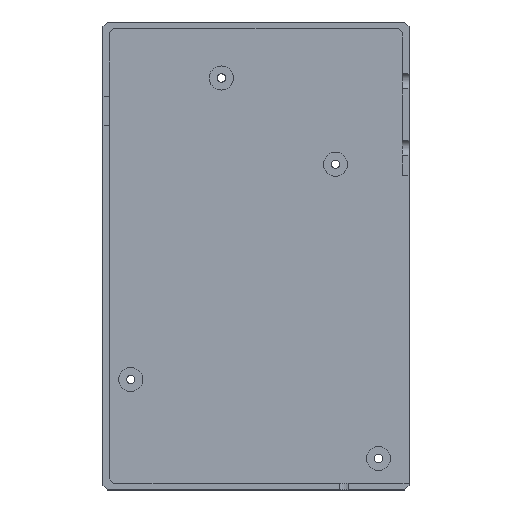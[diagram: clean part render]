
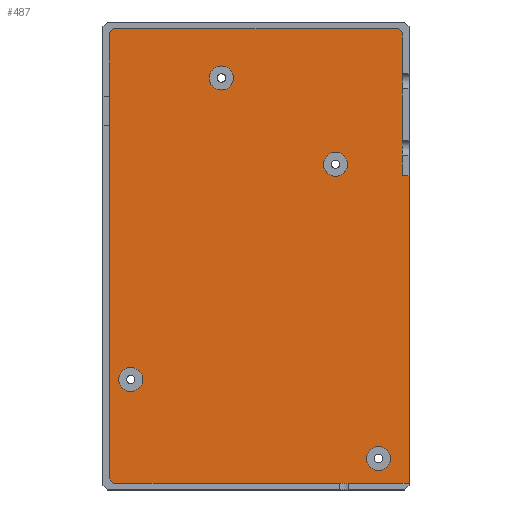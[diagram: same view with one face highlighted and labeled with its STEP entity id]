
A CAD part, top view. The second image highlights one B-rep face of the part: STEP entity #487.
In plain terms, the highlighted planar face has unit normal (0, 0, 1).
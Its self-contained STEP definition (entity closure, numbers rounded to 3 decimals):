
#108 = VERTEX_POINT('',#109);
#109 = CARTESIAN_POINT('',(35.,18.385,-9.));
#115 = EDGE_CURVE('',#116,#108,#118,.T.);
#116 = VERTEX_POINT('',#117);
#117 = CARTESIAN_POINT('',(35.,-52.,-9.));
#118 = LINE('',#119,#120);
#119 = CARTESIAN_POINT('',(35.,-52.,-9.));
#120 = VECTOR('',#121,1.);
#121 = DIRECTION('',(0.,1.,0.));
#272 = EDGE_CURVE('',#116,#273,#275,.T.);
#273 = VERTEX_POINT('',#274);
#274 = CARTESIAN_POINT('',(-32.5,-52.,-9.));
#275 = LINE('',#276,#277);
#276 = CARTESIAN_POINT('',(35.,-52.,-9.));
#277 = VECTOR('',#278,1.);
#278 = DIRECTION('',(-1.,-0.,-0.));
#487 = ADVANCED_FACE('',(#488,#546,#557,#568,#579),#590,.T.);
#488 = FACE_BOUND('',#489,.T.);
#489 = EDGE_LOOP('',(#490,#491,#492,#500,#508,#516,#524,#532,#540));
#490 = ORIENTED_EDGE('',*,*,#272,.F.);
#491 = ORIENTED_EDGE('',*,*,#115,.T.);
#492 = ORIENTED_EDGE('',*,*,#493,.T.);
#493 = EDGE_CURVE('',#108,#494,#496,.T.);
#494 = VERTEX_POINT('',#495);
#495 = CARTESIAN_POINT('',(33.5,18.385,-9.));
#496 = LINE('',#497,#498);
#497 = CARTESIAN_POINT('',(35.,18.385,-9.));
#498 = VECTOR('',#499,1.);
#499 = DIRECTION('',(-1.,-0.,-0.));
#500 = ORIENTED_EDGE('',*,*,#501,.T.);
#501 = EDGE_CURVE('',#494,#502,#504,.T.);
#502 = VERTEX_POINT('',#503);
#503 = CARTESIAN_POINT('',(33.5,51.,-9.));
#504 = LINE('',#505,#506);
#505 = CARTESIAN_POINT('',(33.5,-52.,-9.));
#506 = VECTOR('',#507,1.);
#507 = DIRECTION('',(0.,1.,0.));
#508 = ORIENTED_EDGE('',*,*,#509,.T.);
#509 = EDGE_CURVE('',#502,#510,#512,.T.);
#510 = VERTEX_POINT('',#511);
#511 = CARTESIAN_POINT('',(32.5,52.,-9.));
#512 = LINE('',#513,#514);
#513 = CARTESIAN_POINT('',(37.813,46.688,-9.));
#514 = VECTOR('',#515,1.);
#515 = DIRECTION('',(-0.707,0.707,0.));
#516 = ORIENTED_EDGE('',*,*,#517,.T.);
#517 = EDGE_CURVE('',#510,#518,#520,.T.);
#518 = VERTEX_POINT('',#519);
#519 = CARTESIAN_POINT('',(-32.5,52.,-9.));
#520 = LINE('',#521,#522);
#521 = CARTESIAN_POINT('',(33.5,52.,-9.));
#522 = VECTOR('',#523,1.);
#523 = DIRECTION('',(-1.,0.,0.));
#524 = ORIENTED_EDGE('',*,*,#525,.F.);
#525 = EDGE_CURVE('',#526,#518,#528,.T.);
#526 = VERTEX_POINT('',#527);
#527 = CARTESIAN_POINT('',(-33.5,51.,-9.));
#528 = LINE('',#529,#530);
#529 = CARTESIAN_POINT('',(-37.511,46.989,-9.));
#530 = VECTOR('',#531,1.);
#531 = DIRECTION('',(0.707,0.707,0.));
#532 = ORIENTED_EDGE('',*,*,#533,.T.);
#533 = EDGE_CURVE('',#526,#534,#536,.T.);
#534 = VERTEX_POINT('',#535);
#535 = CARTESIAN_POINT('',(-33.5,-51.,-9.));
#536 = LINE('',#537,#538);
#537 = CARTESIAN_POINT('',(-33.5,52.,-9.));
#538 = VECTOR('',#539,1.);
#539 = DIRECTION('',(0.,-1.,0.));
#540 = ORIENTED_EDGE('',*,*,#541,.F.);
#541 = EDGE_CURVE('',#273,#534,#542,.T.);
#542 = LINE('',#543,#544);
#543 = CARTESIAN_POINT('',(-37.438,-47.063,-9.));
#544 = VECTOR('',#545,1.);
#545 = DIRECTION('',(-0.707,0.707,0.));
#546 = FACE_BOUND('',#547,.T.);
#547 = EDGE_LOOP('',(#548));
#548 = ORIENTED_EDGE('',*,*,#549,.F.);
#549 = EDGE_CURVE('',#550,#550,#552,.T.);
#550 = VERTEX_POINT('',#551);
#551 = CARTESIAN_POINT('',(-25.9,-28.23,-9.));
#552 = CIRCLE('',#553,2.75);
#553 = AXIS2_PLACEMENT_3D('',#554,#555,#556);
#554 = CARTESIAN_POINT('',(-28.65,-28.23,-9.));
#555 = DIRECTION('',(0.,0.,1.));
#556 = DIRECTION('',(1.,0.,0.));
#557 = FACE_BOUND('',#558,.T.);
#558 = EDGE_LOOP('',(#559));
#559 = ORIENTED_EDGE('',*,*,#560,.F.);
#560 = EDGE_CURVE('',#561,#561,#563,.T.);
#561 = VERTEX_POINT('',#562);
#562 = CARTESIAN_POINT('',(30.76,-46.29,-9.));
#563 = CIRCLE('',#564,2.75);
#564 = AXIS2_PLACEMENT_3D('',#565,#566,#567);
#565 = CARTESIAN_POINT('',(28.01,-46.29,-9.));
#566 = DIRECTION('',(0.,0.,1.));
#567 = DIRECTION('',(1.,0.,0.));
#568 = FACE_BOUND('',#569,.T.);
#569 = EDGE_LOOP('',(#570));
#570 = ORIENTED_EDGE('',*,*,#571,.F.);
#571 = EDGE_CURVE('',#572,#572,#574,.T.);
#572 = VERTEX_POINT('',#573);
#573 = CARTESIAN_POINT('',(-5.16,40.71,-9.));
#574 = CIRCLE('',#575,2.75);
#575 = AXIS2_PLACEMENT_3D('',#576,#577,#578);
#576 = CARTESIAN_POINT('',(-7.91,40.71,-9.));
#577 = DIRECTION('',(0.,0.,1.));
#578 = DIRECTION('',(1.,0.,0.));
#579 = FACE_BOUND('',#580,.T.);
#580 = EDGE_LOOP('',(#581));
#581 = ORIENTED_EDGE('',*,*,#582,.F.);
#582 = EDGE_CURVE('',#583,#583,#585,.T.);
#583 = VERTEX_POINT('',#584);
#584 = CARTESIAN_POINT('',(20.94,20.98,-9.));
#585 = CIRCLE('',#586,2.75);
#586 = AXIS2_PLACEMENT_3D('',#587,#588,#589);
#587 = CARTESIAN_POINT('',(18.19,20.98,-9.));
#588 = DIRECTION('',(0.,0.,1.));
#589 = DIRECTION('',(1.,0.,0.));
#590 = PLANE('',#591);
#591 = AXIS2_PLACEMENT_3D('',#592,#593,#594);
#592 = CARTESIAN_POINT('',(0.604,-0.146,-9.));
#593 = DIRECTION('',(0.,0.,1.));
#594 = DIRECTION('',(1.,0.,0.));
